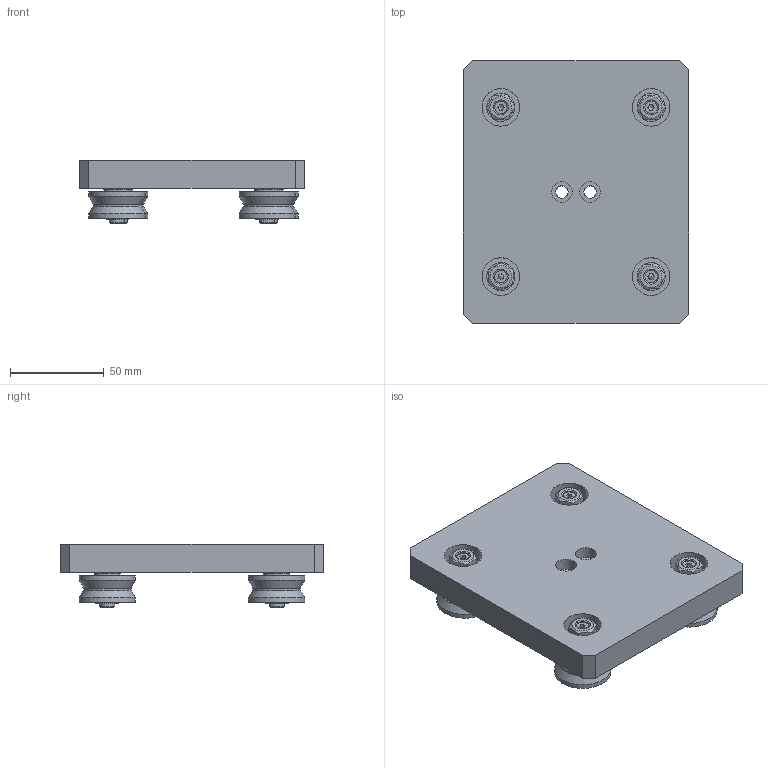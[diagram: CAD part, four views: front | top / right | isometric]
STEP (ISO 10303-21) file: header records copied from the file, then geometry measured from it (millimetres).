
FILE_DESCRIPTION(/* description */ ('GR.CARRELLO COMPL.PER GD10B'),/* implementation_level */ '2;1');
FILE_NAME(/* name */ 'GCARO0000197.stp',/* time_stamp */ '2022-07-27T15:16:41+02:00',/* author */ ('tecnico3.vi'),/* organization */ (''),/* preprocessor_version */ 'ST-DEVELOPER v18.1',/* originating_system */ 'Autodesk Inventor 2022',/* authorisation */ '');
FILE_SCHEMA (('AUTOMOTIVE_DESIGN { 1 0 10303 214 3 1 1 }'));
Length unit declared in the file: millimetre
Products named in the file (10): 60CA00102-A; 70PF00006-A; 23.530.00E; 70PE00133-A; 23.530.00C; 70PE00132-A; 80RT00014R-A; CDDDE0000044; 80MTZ0004-A; 80AER0006-A
Assembly tree (15 placements, depth 3):
  60CA00102-A
    70PF00006-A
    23.530.00E  x2
      70PE00133-A
      80RT00014R-A
      CDDDE0000044
      80MTZ0004-A
      80AER0006-A
    23.530.00C  x2
      70PE00132-A
      80RT00014R-A
      CDDDE0000044
      80MTZ0004-A
      80AER0006-A
Bounding box: 120 x 140 x 34 mm (x, y, z)
Volume: 279476.8 mm3; surface area: 66285.6 mm2
Topology: 21 solids, 21 shells, 428 faces, 940 edges, 592 vertices
Faces by surface type: plane 232, cylinder 140, cone 56
Full cylindrical faces by diameter (mm): 3 x8, 6 x4, 6.5 x2, 6.647 x4, 8 x20, 8.2 x4, 11 x2, 14 x4, 15 x12, 20 x4, 24.4 x4, 25 x8, 30 x8
Entity records: 5104 total; most frequent: DIRECTION 893, CARTESIAN_POINT 825, ORIENTED_EDGE 740, EDGE_CURVE 370, AXIS2_PLACEMENT_3D 339, VERTEX_POINT 235, LINE 215, VECTOR 215
